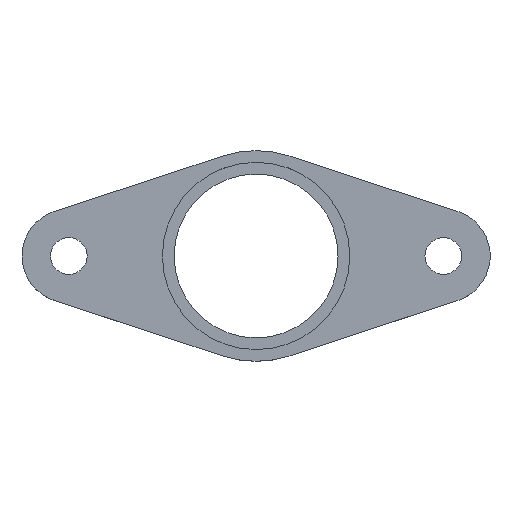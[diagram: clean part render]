
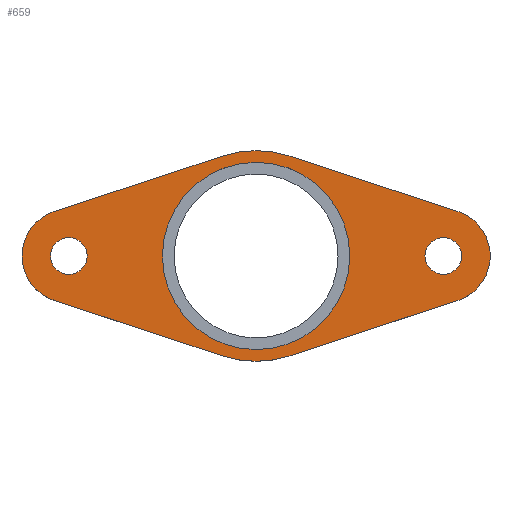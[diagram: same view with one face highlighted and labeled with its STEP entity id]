
A CAD part, top view. The second image highlights one B-rep face of the part: STEP entity #659.
In plain terms, the highlighted planar face has unit normal (0, 0, 1).
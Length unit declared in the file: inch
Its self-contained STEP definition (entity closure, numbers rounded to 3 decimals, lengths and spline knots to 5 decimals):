
#5 = AXIS2_PLACEMENT_3D ( 'NONE', #526, #582, #165 ) ;
#10 = VERTEX_POINT ( 'NONE', #46 ) ;
#13 = DIRECTION ( 'NONE',  ( 1., 0., 0. ) ) ;
#17 = EDGE_CURVE ( 'NONE', #245, #279, #657, .T. ) ;
#33 = DIRECTION ( 'NONE',  ( 0., 0., 1. ) ) ;
#34 = CARTESIAN_POINT ( 'NONE',  ( -1.098, 0., 0.05906 ) ) ;
#36 = ORIENTED_EDGE ( 'NONE', *, *, #644, .T. ) ;
#41 = DIRECTION ( 'NONE',  ( 1., 0., 0. ) ) ;
#44 = DIRECTION ( 'NONE',  ( 0., 0., 1. ) ) ;
#45 = DIRECTION ( 'NONE',  ( 1., 0., 0. ) ) ;
#46 = CARTESIAN_POINT ( 'NONE',  ( 1.07812, 0.23748, 0.05906 ) ) ;
#47 = EDGE_CURVE ( 'NONE', #191, #123, #629, .T. ) ;
#54 = LINE ( 'NONE', #274, #473 ) ;
#60 = CARTESIAN_POINT ( 'NONE',  ( -1.07813, 0.23748, 0.05906 ) ) ;
#62 = AXIS2_PLACEMENT_3D ( 'NONE', #104, #431, #45 ) ;
#64 = CIRCLE ( 'NONE', #674, 0.25 ) ;
#65 = CARTESIAN_POINT ( 'NONE',  ( -1.25, 0., 0.05906 ) ) ;
#90 = CARTESIAN_POINT ( 'NONE',  ( 1.07813, -0.23748, 0.05906 ) ) ;
#92 = CARTESIAN_POINT ( 'NONE',  ( -0.902, 0., 0.05906 ) ) ;
#98 = DIRECTION ( 'NONE',  ( 0., 0., 1. ) ) ;
#103 = FACE_OUTER_BOUND ( 'NONE', #488, .T. ) ;
#104 = CARTESIAN_POINT ( 'NONE',  ( 0., 0., 0.05906 ) ) ;
#111 = EDGE_CURVE ( 'NONE', #10, #416, #54, .T. ) ;
#120 = DIRECTION ( 'NONE',  ( 1., 0., 0. ) ) ;
#122 = AXIS2_PLACEMENT_3D ( 'NONE', #565, #519, #447 ) ;
#123 = VERTEX_POINT ( 'NONE', #414 ) ;
#126 = CARTESIAN_POINT ( 'NONE',  ( -0.17578, 0.53433, 0.05906 ) ) ;
#128 = LINE ( 'NONE', #648, #406 ) ;
#130 = EDGE_CURVE ( 'NONE', #242, #507, #298, .T. ) ;
#131 = DIRECTION ( 'NONE',  ( 0., 0., 1. ) ) ;
#132 = CIRCLE ( 'NONE', #518, 0.5625 ) ;
#140 = ORIENTED_EDGE ( 'NONE', *, *, #626, .F. ) ;
#148 = AXIS2_PLACEMENT_3D ( 'NONE', #270, #44, #430 ) ;
#149 = DIRECTION ( 'NONE',  ( 0., 0., 1. ) ) ;
#155 = EDGE_LOOP ( 'NONE', ( #140, #619 ) ) ;
#165 = DIRECTION ( 'NONE',  ( 1., 0., 0. ) ) ;
#170 = CARTESIAN_POINT ( 'NONE',  ( -0.17578, -0.53433, 0.05906 ) ) ;
#172 = VERTEX_POINT ( 'NONE', #126 ) ;
#191 = VERTEX_POINT ( 'NONE', #225 ) ;
#192 = VERTEX_POINT ( 'NONE', #60 ) ;
#195 = EDGE_CURVE ( 'NONE', #172, #192, #128, .T. ) ;
#206 = ORIENTED_EDGE ( 'NONE', *, *, #636, .T. ) ;
#212 = DIRECTION ( 'NONE',  ( 1., 0., 0. ) ) ;
#222 = FACE_BOUND ( 'NONE', #309, .T. ) ;
#225 = CARTESIAN_POINT ( 'NONE',  ( 0.5, 0., 0.05906 ) ) ;
#237 = VERTEX_POINT ( 'NONE', #170 ) ;
#242 = VERTEX_POINT ( 'NONE', #384 ) ;
#245 = VERTEX_POINT ( 'NONE', #65 ) ;
#246 = ORIENTED_EDGE ( 'NONE', *, *, #500, .T. ) ;
#251 = ORIENTED_EDGE ( 'NONE', *, *, #17, .T. ) ;
#256 = CARTESIAN_POINT ( 'NONE',  ( -1., 0., 0.05906 ) ) ;
#258 = ORIENTED_EDGE ( 'NONE', *, *, #130, .F. ) ;
#259 = EDGE_CURVE ( 'NONE', #455, #10, #260, .T. ) ;
#260 = CIRCLE ( 'NONE', #640, 0.25 ) ;
#270 = CARTESIAN_POINT ( 'NONE',  ( 1., 0., 0.05906 ) ) ;
#274 = CARTESIAN_POINT ( 'NONE',  ( 1.07812, 0.23748, 0.05906 ) ) ;
#279 = VERTEX_POINT ( 'NONE', #498 ) ;
#290 = CIRCLE ( 'NONE', #435, 0.098 ) ;
#295 = EDGE_CURVE ( 'NONE', #237, #351, #132, .T. ) ;
#298 = CIRCLE ( 'NONE', #573, 0.098 ) ;
#307 = EDGE_CURVE ( 'NONE', #351, #455, #342, .T. ) ;
#309 = EDGE_LOOP ( 'NONE', ( #345, #355 ) ) ;
#311 = FACE_BOUND ( 'NONE', #155, .T. ) ;
#313 = VECTOR ( 'NONE', #496, 39.37008 ) ;
#330 = DIRECTION ( 'NONE',  ( 0., 0., 1. ) ) ;
#342 = LINE ( 'NONE', #564, #313 ) ;
#345 = ORIENTED_EDGE ( 'NONE', *, *, #47, .F. ) ;
#347 = EDGE_LOOP ( 'NONE', ( #258, #403 ) ) ;
#351 = VERTEX_POINT ( 'NONE', #630 ) ;
#355 = ORIENTED_EDGE ( 'NONE', *, *, #446, .F. ) ;
#356 = CIRCLE ( 'NONE', #5, 0.5625 ) ;
#364 = CARTESIAN_POINT ( 'NONE',  ( 1., 0., 0.05906 ) ) ;
#370 = AXIS2_PLACEMENT_3D ( 'NONE', #419, #628, #212 ) ;
#384 = CARTESIAN_POINT ( 'NONE',  ( 0.902, 0., 0.05906 ) ) ;
#386 = AXIS2_PLACEMENT_3D ( 'NONE', #423, #33, #120 ) ;
#398 = CARTESIAN_POINT ( 'NONE',  ( 1., 0., 0.05906 ) ) ;
#403 = ORIENTED_EDGE ( 'NONE', *, *, #570, .F. ) ;
#405 = CARTESIAN_POINT ( 'NONE',  ( -1., 0., 0.05906 ) ) ;
#406 = VECTOR ( 'NONE', #438, 39.37008 ) ;
#412 = DIRECTION ( 'NONE',  ( 1., 0., 0. ) ) ;
#414 = CARTESIAN_POINT ( 'NONE',  ( -0.5, 0., 0.05906 ) ) ;
#416 = VERTEX_POINT ( 'NONE', #646 ) ;
#419 = CARTESIAN_POINT ( 'NONE',  ( -1., 0., 0.05906 ) ) ;
#423 = CARTESIAN_POINT ( 'NONE',  ( -1., 0., 0.05906 ) ) ;
#430 = DIRECTION ( 'NONE',  ( 1., 0., 0. ) ) ;
#431 = DIRECTION ( 'NONE',  ( 0., 0., 1. ) ) ;
#435 = AXIS2_PLACEMENT_3D ( 'NONE', #405, #675, #621 ) ;
#438 = DIRECTION ( 'NONE',  ( -0.95, -0.313, 0. ) ) ;
#446 = EDGE_CURVE ( 'NONE', #123, #191, #631, .T. ) ;
#447 = DIRECTION ( 'NONE',  ( 1., 0., 0. ) ) ;
#455 = VERTEX_POINT ( 'NONE', #90 ) ;
#456 = ORIENTED_EDGE ( 'NONE', *, *, #195, .T. ) ;
#457 = CARTESIAN_POINT ( 'NONE',  ( -0.17578, -0.53433, 0.05906 ) ) ;
#460 = ORIENTED_EDGE ( 'NONE', *, *, #111, .T. ) ;
#461 = CARTESIAN_POINT ( 'NONE',  ( 1.098, 0., 0.05906 ) ) ;
#473 = VECTOR ( 'NONE', #476, 39.37008 ) ;
#476 = DIRECTION ( 'NONE',  ( -0.95, 0.312, 0. ) ) ;
#488 = EDGE_LOOP ( 'NONE', ( #503, #460, #36, #456, #246, #251, #206, #649, #671 ) ) ;
#490 = EDGE_CURVE ( 'NONE', #545, #508, #290, .T. ) ;
#496 = DIRECTION ( 'NONE',  ( 0.95, 0.313, 0. ) ) ;
#498 = CARTESIAN_POINT ( 'NONE',  ( -1.07812, -0.23748, 0.05906 ) ) ;
#500 = EDGE_CURVE ( 'NONE', #192, #245, #64, .T. ) ;
#503 = ORIENTED_EDGE ( 'NONE', *, *, #259, .T. ) ;
#507 = VERTEX_POINT ( 'NONE', #461 ) ;
#508 = VERTEX_POINT ( 'NONE', #34 ) ;
#510 = DIRECTION ( 'NONE',  ( 0., 0., 1. ) ) ;
#516 = DIRECTION ( 'NONE',  ( 0.95, -0.312, 0. ) ) ;
#518 = AXIS2_PLACEMENT_3D ( 'NONE', #660, #149, #13 ) ;
#519 = DIRECTION ( 'NONE',  ( 0., 0., 1. ) ) ;
#520 = FACE_BOUND ( 'NONE', #347, .T. ) ;
#521 = CIRCLE ( 'NONE', #122, 0.098 ) ;
#526 = CARTESIAN_POINT ( 'NONE',  ( 0., 0., 0.05906 ) ) ;
#531 = PLANE ( 'NONE',  #148 ) ;
#537 = DIRECTION ( 'NONE',  ( 1., 0., 0. ) ) ;
#545 = VERTEX_POINT ( 'NONE', #92 ) ;
#564 = CARTESIAN_POINT ( 'NONE',  ( 1.07813, -0.23748, 0.05906 ) ) ;
#565 = CARTESIAN_POINT ( 'NONE',  ( 1., 0., 0.05906 ) ) ;
#570 = EDGE_CURVE ( 'NONE', #507, #242, #521, .T. ) ;
#573 = AXIS2_PLACEMENT_3D ( 'NONE', #364, #98, #41 ) ;
#576 = AXIS2_PLACEMENT_3D ( 'NONE', #590, #330, #537 ) ;
#582 = DIRECTION ( 'NONE',  ( 0., 0., 1. ) ) ;
#590 = CARTESIAN_POINT ( 'NONE',  ( 0., 0., 0.05906 ) ) ;
#595 = CIRCLE ( 'NONE', #386, 0.098 ) ;
#603 = DIRECTION ( 'NONE',  ( 1., 0., 0. ) ) ;
#619 = ORIENTED_EDGE ( 'NONE', *, *, #490, .F. ) ;
#621 = DIRECTION ( 'NONE',  ( 1., 0., 0. ) ) ;
#625 = LINE ( 'NONE', #457, #651 ) ;
#626 = EDGE_CURVE ( 'NONE', #508, #545, #595, .T. ) ;
#628 = DIRECTION ( 'NONE',  ( 0., 0., 1. ) ) ;
#629 = CIRCLE ( 'NONE', #62, 0.5 ) ;
#630 = CARTESIAN_POINT ( 'NONE',  ( 0.17578, -0.53433, 0.05906 ) ) ;
#631 = CIRCLE ( 'NONE', #576, 0.5 ) ;
#636 = EDGE_CURVE ( 'NONE', #279, #237, #625, .T. ) ;
#640 = AXIS2_PLACEMENT_3D ( 'NONE', #398, #131, #603 ) ;
#644 = EDGE_CURVE ( 'NONE', #416, #172, #356, .T. ) ;
#646 = CARTESIAN_POINT ( 'NONE',  ( 0.17578, 0.53433, 0.05906 ) ) ;
#648 = CARTESIAN_POINT ( 'NONE',  ( -1.07813, 0.23748, 0.05906 ) ) ;
#649 = ORIENTED_EDGE ( 'NONE', *, *, #295, .T. ) ;
#651 = VECTOR ( 'NONE', #516, 39.37008 ) ;
#657 = CIRCLE ( 'NONE', #370, 0.25 ) ;
#659 = ADVANCED_FACE ( 'NONE', ( #222, #520, #103, #311 ), #531, .T. ) ;
#660 = CARTESIAN_POINT ( 'NONE',  ( 0., 0., 0.05906 ) ) ;
#671 = ORIENTED_EDGE ( 'NONE', *, *, #307, .T. ) ;
#674 = AXIS2_PLACEMENT_3D ( 'NONE', #256, #510, #412 ) ;
#675 = DIRECTION ( 'NONE',  ( 0., 0., 1. ) ) ;
